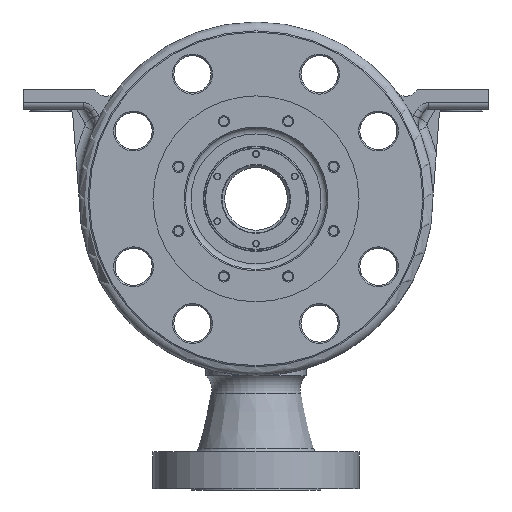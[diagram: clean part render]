
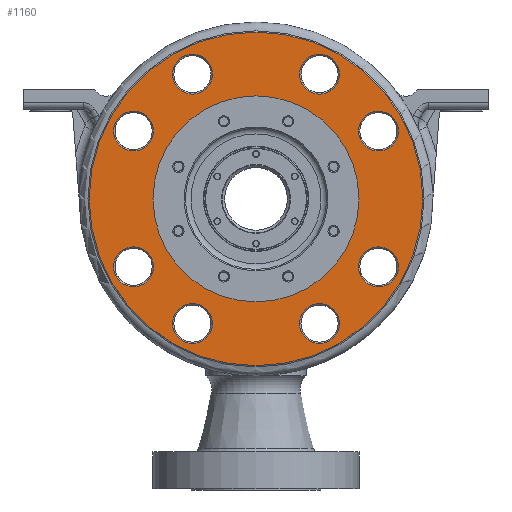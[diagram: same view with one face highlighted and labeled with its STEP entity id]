
A CAD part, left-side view. The second image highlights one B-rep face of the part: STEP entity #1160.
In plain terms, the highlighted planar face has unit normal (-1, 0, 0).
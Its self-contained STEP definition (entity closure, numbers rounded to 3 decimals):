
#1160=ADVANCED_FACE('',(#3766,#3768,#3770,#3772,#3774,#3776,#3778,#3780,#3782,#3784),
#3786,.T.);
#3766=FACE_BOUND('',#3767,.T.);
#3767=EDGE_LOOP('',(#8982));
#3768=FACE_BOUND('',#3769,.T.);
#3769=EDGE_LOOP('',(#8983));
#3770=FACE_BOUND('',#3771,.T.);
#3771=EDGE_LOOP('',(#8984));
#3772=FACE_BOUND('',#3773,.T.);
#3773=EDGE_LOOP('',(#8985));
#3774=FACE_BOUND('',#3775,.T.);
#3775=EDGE_LOOP('',(#8986));
#3776=FACE_BOUND('',#3777,.T.);
#3777=EDGE_LOOP('',(#8987));
#3778=FACE_BOUND('',#3779,.T.);
#3779=EDGE_LOOP('',(#8988));
#3780=FACE_BOUND('',#3781,.T.);
#3781=EDGE_LOOP('',(#8989));
#3782=FACE_BOUND('',#3783,.T.);
#3783=EDGE_LOOP('',(#8990));
#3784=FACE_BOUND('',#3785,.T.);
#3785=EDGE_LOOP('',(#8991));
#3786=PLANE('',#3787);
#3787=AXIS2_PLACEMENT_3D('',#3788,#3789,#3790);
#3788=CARTESIAN_POINT('',(-221.,0.,0.));
#3789=DIRECTION('',(-1.,0.,0.));
#3790=DIRECTION('',(0.,0.,-1.));
#8982=ORIENTED_EDGE('',*,*,#9953,.F.);
#8983=ORIENTED_EDGE('',*,*,#10029,.T.);
#8984=ORIENTED_EDGE('',*,*,#10030,.T.);
#8985=ORIENTED_EDGE('',*,*,#10031,.T.);
#8986=ORIENTED_EDGE('',*,*,#10032,.T.);
#8987=ORIENTED_EDGE('',*,*,#9982,.T.);
#8988=ORIENTED_EDGE('',*,*,#10033,.T.);
#8989=ORIENTED_EDGE('',*,*,#10034,.T.);
#8990=ORIENTED_EDGE('',*,*,#10035,.T.);
#8991=ORIENTED_EDGE('',*,*,#10036,.T.);
#9953=EDGE_CURVE('',#10753,#10753,#10754,.T.);
#9982=EDGE_CURVE('',#10795,#10795,#10796,.T.);
#10029=EDGE_CURVE('',#10886,#10886,#10887,.F.);
#10030=EDGE_CURVE('',#10888,#10888,#10889,.F.);
#10031=EDGE_CURVE('',#10890,#10890,#10891,.F.);
#10032=EDGE_CURVE('',#10892,#10892,#10893,.F.);
#10033=EDGE_CURVE('',#10894,#10894,#10895,.F.);
#10034=EDGE_CURVE('',#10896,#10896,#10897,.F.);
#10035=EDGE_CURVE('',#10898,#10898,#10899,.F.);
#10036=EDGE_CURVE('',#10900,#10900,#10901,.F.);
#10753=VERTEX_POINT('',#13363);
#10754=CIRCLE('',#13364,372.5);
#10795=VERTEX_POINT('',#13668);
#10796=CIRCLE('',#13669,230.);
#10886=VERTEX_POINT('',#14024);
#10887=CIRCLE('',#14025,44.5);
#10888=VERTEX_POINT('',#14029);
#10889=CIRCLE('',#14030,44.5);
#10890=VERTEX_POINT('',#14034);
#10891=CIRCLE('',#14035,44.5);
#10892=VERTEX_POINT('',#14039);
#10893=CIRCLE('',#14040,44.5);
#10894=VERTEX_POINT('',#14044);
#10895=CIRCLE('',#14045,44.5);
#10896=VERTEX_POINT('',#14049);
#10897=CIRCLE('',#14050,44.5);
#10898=VERTEX_POINT('',#14054);
#10899=CIRCLE('',#14055,44.5);
#10900=VERTEX_POINT('',#14059);
#10901=CIRCLE('',#14060,44.5);
#13363=CARTESIAN_POINT('',(-221.,0.,-372.5));
#13364=AXIS2_PLACEMENT_3D('',#13365,#13366,#13367);
#13365=CARTESIAN_POINT('',(-221.,0.,0.));
#13366=DIRECTION('',(1.,0.,0.));
#13367=DIRECTION('',(0.,0.,-1.));
#13668=CARTESIAN_POINT('',(-221.,0.,-230.));
#13669=AXIS2_PLACEMENT_3D('',#13670,#13671,#13672);
#13670=CARTESIAN_POINT('',(-221.,0.,0.));
#13671=DIRECTION('',(1.,0.,0.));
#13672=DIRECTION('',(0.,0.,-1.));
#14024=CARTESIAN_POINT('',(-221.,-228.819,151.503));
#14025=AXIS2_PLACEMENT_3D('',#14026,#14027,#14028);
#14026=CARTESIAN_POINT('',(-221.,-273.319,151.503));
#14027=DIRECTION('',(-1.,0.,0.));
#14028=DIRECTION('',(0.,1.,0.));
#14029=CARTESIAN_POINT('',(-221.,186.372,278.44));
#14030=AXIS2_PLACEMENT_3D('',#14031,#14032,#14033);
#14031=CARTESIAN_POINT('',(-221.,141.872,278.44));
#14032=DIRECTION('',(-1.,0.,0.));
#14033=DIRECTION('',(0.,1.,0.));
#14034=CARTESIAN_POINT('',(-221.,-228.819,-151.503));
#14035=AXIS2_PLACEMENT_3D('',#14036,#14037,#14038);
#14036=CARTESIAN_POINT('',(-221.,-273.319,-151.503));
#14037=DIRECTION('',(-1.,0.,0.));
#14038=DIRECTION('',(0.,1.,0.));
#14039=CARTESIAN_POINT('',(-221.,317.819,-151.503));
#14040=AXIS2_PLACEMENT_3D('',#14041,#14042,#14043);
#14041=CARTESIAN_POINT('',(-221.,273.319,-151.503));
#14042=DIRECTION('',(-1.,0.,0.));
#14043=DIRECTION('',(0.,1.,0.));
#14044=CARTESIAN_POINT('',(-221.,186.372,-278.44));
#14045=AXIS2_PLACEMENT_3D('',#14046,#14047,#14048);
#14046=CARTESIAN_POINT('',(-221.,141.872,-278.44));
#14047=DIRECTION('',(-1.,0.,0.));
#14048=DIRECTION('',(0.,1.,0.));
#14049=CARTESIAN_POINT('',(-221.,-97.372,-278.44));
#14050=AXIS2_PLACEMENT_3D('',#14051,#14052,#14053);
#14051=CARTESIAN_POINT('',(-221.,-141.872,-278.44));
#14052=DIRECTION('',(-1.,0.,0.));
#14053=DIRECTION('',(0.,1.,0.));
#14054=CARTESIAN_POINT('',(-221.,317.819,151.503));
#14055=AXIS2_PLACEMENT_3D('',#14056,#14057,#14058);
#14056=CARTESIAN_POINT('',(-221.,273.319,151.503));
#14057=DIRECTION('',(-1.,0.,0.));
#14058=DIRECTION('',(0.,1.,0.));
#14059=CARTESIAN_POINT('',(-221.,-97.372,278.44));
#14060=AXIS2_PLACEMENT_3D('',#14061,#14062,#14063);
#14061=CARTESIAN_POINT('',(-221.,-141.872,278.44));
#14062=DIRECTION('',(-1.,0.,0.));
#14063=DIRECTION('',(0.,1.,0.));
